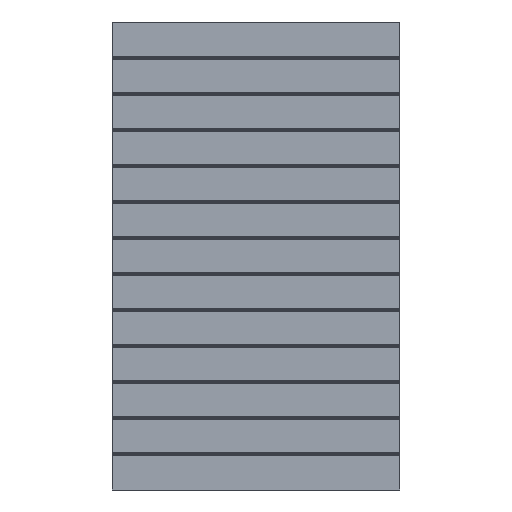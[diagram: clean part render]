
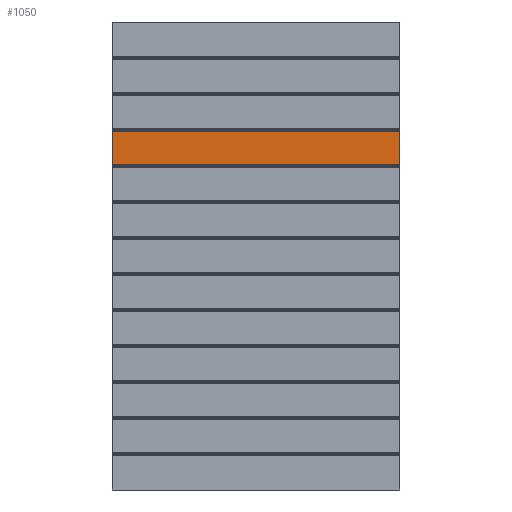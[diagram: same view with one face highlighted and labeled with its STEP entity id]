
A CAD part, left-side view. The second image highlights one B-rep face of the part: STEP entity #1050.
In plain terms, the highlighted planar face has unit normal (-1, 0, 0).
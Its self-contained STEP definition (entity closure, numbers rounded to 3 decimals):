
#73 = VERTEX_POINT ( 'NONE', #1638 ) ;
#204 = DIRECTION ( 'NONE',  ( 0., 0., -1. ) ) ;
#223 = VERTEX_POINT ( 'NONE', #939 ) ;
#230 = VECTOR ( 'NONE', #710, 1000. ) ;
#252 = PLANE ( 'NONE',  #1641 ) ;
#412 = ORIENTED_EDGE ( 'NONE', *, *, #1713, .T. ) ;
#613 = VECTOR ( 'NONE', #1702, 1000. ) ;
#710 = DIRECTION ( 'NONE',  ( 0., 0., 1. ) ) ;
#735 = LINE ( 'NONE', #1147, #941 ) ;
#748 = DIRECTION ( 'NONE',  ( 0., 0., -1. ) ) ;
#762 = CARTESIAN_POINT ( 'NONE',  ( 0., 0., 195.279 ) ) ;
#894 = ORIENTED_EDGE ( 'NONE', *, *, #1792, .T. ) ;
#939 = CARTESIAN_POINT ( 'NONE',  ( 0., -225., 142.818 ) ) ;
#941 = VECTOR ( 'NONE', #748, 1000. ) ;
#984 = VECTOR ( 'NONE', #1550, 1000. ) ;
#1050 = ADVANCED_FACE ( 'NONE', ( #2021 ), #252, .F. ) ;
#1147 = CARTESIAN_POINT ( 'NONE',  ( 0., -225., 366. ) ) ;
#1182 = EDGE_LOOP ( 'NONE', ( #1910, #412, #1373, #894 ) ) ;
#1321 = CARTESIAN_POINT ( 'NONE',  ( 0., -225., 195.279 ) ) ;
#1326 = LINE ( 'NONE', #1928, #613 ) ;
#1373 = ORIENTED_EDGE ( 'NONE', *, *, #1689, .F. ) ;
#1550 = DIRECTION ( 'NONE',  ( 0., 1., 0. ) ) ;
#1573 = CARTESIAN_POINT ( 'NONE',  ( 0., 0., 0. ) ) ;
#1638 = CARTESIAN_POINT ( 'NONE',  ( 0., 225., 195.279 ) ) ;
#1641 = AXIS2_PLACEMENT_3D ( 'NONE', #1573, #1770, #204 ) ;
#1689 = EDGE_CURVE ( 'NONE', #2112, #223, #735, .T. ) ;
#1691 = LINE ( 'NONE', #2471, #230 ) ;
#1702 = DIRECTION ( 'NONE',  ( 0., -1., 0. ) ) ;
#1713 = EDGE_CURVE ( 'NONE', #2461, #223, #1326, .T. ) ;
#1733 = CARTESIAN_POINT ( 'NONE',  ( 0., 225., 142.818 ) ) ;
#1770 = DIRECTION ( 'NONE',  ( 1., 0., 0. ) ) ;
#1778 = EDGE_CURVE ( 'NONE', #2461, #73, #1691, .T. ) ;
#1792 = EDGE_CURVE ( 'NONE', #2112, #73, #2522, .T. ) ;
#1910 = ORIENTED_EDGE ( 'NONE', *, *, #1778, .F. ) ;
#1928 = CARTESIAN_POINT ( 'NONE',  ( 0., -225., 142.818 ) ) ;
#2021 = FACE_OUTER_BOUND ( 'NONE', #1182, .T. ) ;
#2112 = VERTEX_POINT ( 'NONE', #1321 ) ;
#2461 = VERTEX_POINT ( 'NONE', #1733 ) ;
#2471 = CARTESIAN_POINT ( 'NONE',  ( 0., 225., 366. ) ) ;
#2522 = LINE ( 'NONE', #762, #984 ) ;
